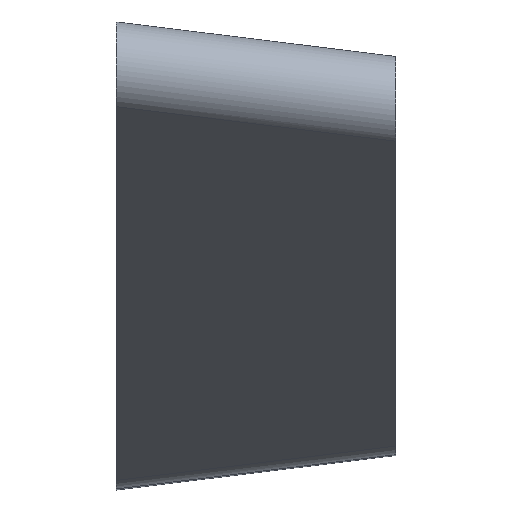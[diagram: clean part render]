
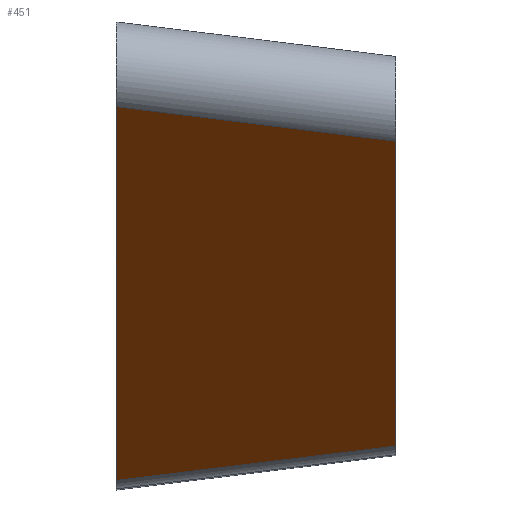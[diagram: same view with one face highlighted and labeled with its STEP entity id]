
A CAD part, top view. The second image highlights one B-rep face of the part: STEP entity #451.
In plain terms, the highlighted planar face has unit normal (0.122, -0.813, 0.569).
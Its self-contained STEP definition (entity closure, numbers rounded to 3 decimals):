
#47=CARTESIAN_POINT('',(0.,3.248,11.56));
#62=DIRECTION('',(0.,-0.574,-0.819));
#63=VECTOR('',#62,5.537);
#64=CARTESIAN_POINT('',(0.,3.248,11.56));
#65=LINE('',#64,#63);
#72=CARTESIAN_POINT('',(0.,0.072,7.024));
#121=DIRECTION('',(-0.992,-0.122,0.038));
#122=VECTOR('',#121,2.4);
#123=CARTESIAN_POINT('',(2.38,0.364,6.932));
#124=LINE('',#123,#122);
#128=DIRECTION('',(-0.926,0.114,0.361));
#129=VECTOR('',#128,2.571);
#130=CARTESIAN_POINT('',(2.38,2.956,10.633));
#131=LINE('',#130,#129);
#135=DIRECTION('',(0.,0.574,0.819));
#136=VECTOR('',#135,4.518);
#137=CARTESIAN_POINT('',(2.38,0.364,6.932));
#138=LINE('',#137,#136);
#203=CARTESIAN_POINT('',(2.38,2.956,10.633));
#344=VERTEX_POINT('',#72);
#345=CARTESIAN_POINT('',(2.38,0.364,6.932));
#346=VERTEX_POINT('',#345);
#348=VERTEX_POINT('',#47);
#352=VERTEX_POINT('',#203);
#438=CARTESIAN_POINT('',(0.,0.,6.921));
#439=DIRECTION('',(0.122,-0.813,0.569));
#440=DIRECTION('',(0.,-0.574,-0.819));
#441=AXIS2_PLACEMENT_3D('',#438,#439,#440);
#442=PLANE('',#441);
#443=ORIENTED_EDGE('',*,*,#430,.T.);
#444=ORIENTED_EDGE('',*,*,#373,.F.);
#446=ORIENTED_EDGE('',*,*,#445,.F.);
#448=ORIENTED_EDGE('',*,*,#447,.F.);
#449=EDGE_LOOP('',(#443,#444,#446,#448));
#450=FACE_OUTER_BOUND('',#449,.F.);
#373=EDGE_CURVE('',#348,#344,#65,.T.);
#430=EDGE_CURVE('',#346,#344,#124,.T.);
#445=EDGE_CURVE('',#352,#348,#131,.T.);
#447=EDGE_CURVE('',#346,#352,#138,.T.);
#451=ADVANCED_FACE('',(#450),#442,.T.);
